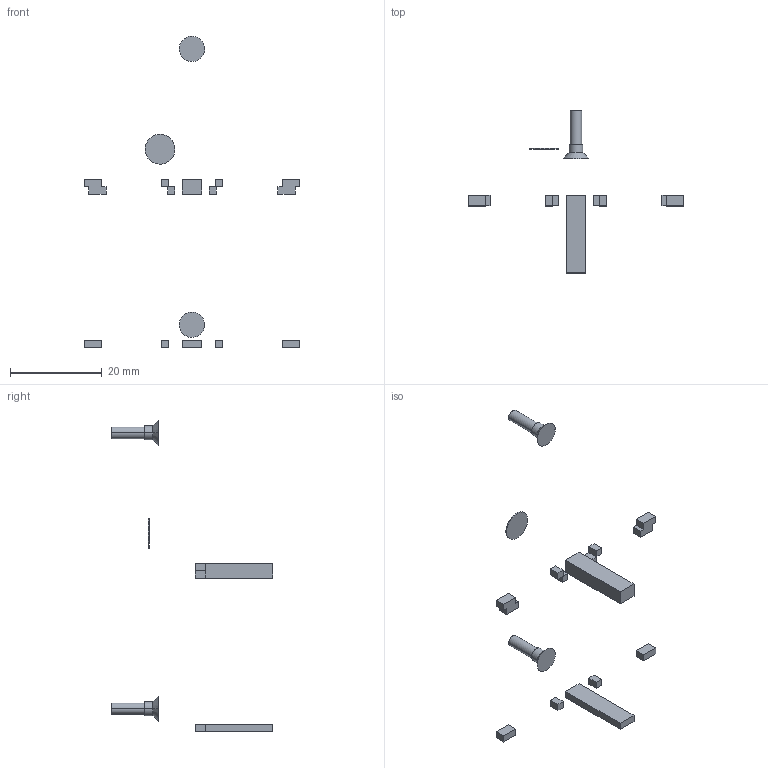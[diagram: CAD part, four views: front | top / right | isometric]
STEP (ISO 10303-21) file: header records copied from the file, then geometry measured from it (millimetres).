
FILE_DESCRIPTION((''),'2;1');
FILE_NAME('OT16-40F8_IGS','2018-07-30T',('FIALBJO'),(''),'CREO PARAMETRIC BY PTC INC, 2017480','CREO PARAMETRIC BY PTC INC, 2017480','');
FILE_SCHEMA(('AUTOMOTIVE_DESIGN { 1 0 10303 214 1 1 1 1 }'));
Length unit declared in the file: millimetre
Products named in the file (1): OT16-40F8_IGS
Bounding box: 46.9 x 35.2 x 67.75 mm (x, y, z)
Volume: 597.3 mm3; surface area: 1123.6 mm2
Topology: 13 solids, 13 shells, 98 faces, 206 edges, 136 vertices
Faces by surface type: plane 84, cylinder 10, cone 4
Entity records: 3806 total; most frequent: CARTESIAN_POINT 706, DIRECTION 418, ORIENTED_EDGE 412, EDGE_CURVE 206, VECTOR 182, LINE 182, VERTEX_POINT 136, AXIS2_PLACEMENT_3D 118
